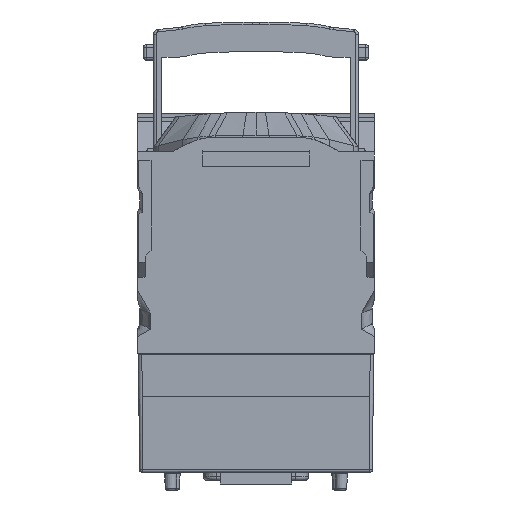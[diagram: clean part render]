
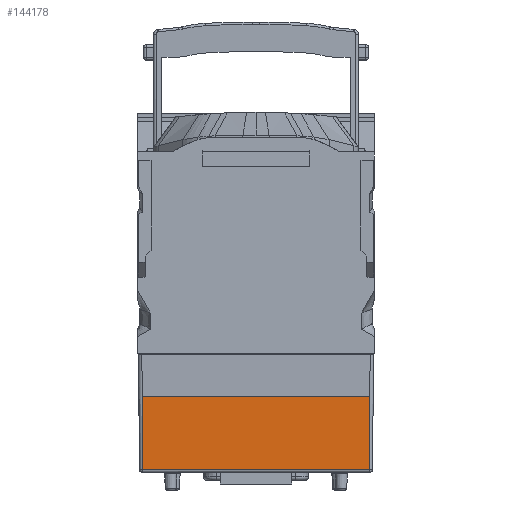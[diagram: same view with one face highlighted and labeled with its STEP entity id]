
A CAD part, left-side view. The second image highlights one B-rep face of the part: STEP entity #144178.
In plain terms, the highlighted free-form (B-spline) face has degree [5, 1] with [6, 2] control points.
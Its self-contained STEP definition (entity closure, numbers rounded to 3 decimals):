
#5146 = CARTESIAN_POINT ( 'NONE',  ( 1.946, 651.433, -138.019 ) ) ;
#17551 = ORIENTED_EDGE ( 'NONE', *, *, #177791, .T. ) ;
#23488 = CARTESIAN_POINT ( 'NONE',  ( 97.976, 651.676, -119.304 ) ) ;
#26833 = CARTESIAN_POINT ( 'NONE',  ( 97.976, 651.6, -125.554 ) ) ;
#33872 = DIRECTION ( 'NONE',  ( -1., 0., 0. ) ) ;
#34018 = VERTEX_POINT ( 'NONE', #23488 ) ;
#35880 = ORIENTED_EDGE ( 'NONE', *, *, #138100, .T. ) ;
#37172 = CARTESIAN_POINT ( 'NONE',  ( 1.946, 651.25, -150.215 ) ) ;
#40032 = B_SPLINE_CURVE_WITH_KNOTS ( 'NONE', 5,
 ( #139943, #92419, #180664, #66095, #64206, #181630 ),
 .UNSPECIFIED., .F., .F.,
 ( 6, 6 ),
 ( 0., 43.718 ),
 .UNSPECIFIED. ) ;
#41105 = ORIENTED_EDGE ( 'NONE', *, *, #75387, .F. ) ;
#46470 = CARTESIAN_POINT ( 'NONE',  ( 97.976, 651.676, -119.304 ) ) ;
#49787 = FACE_OUTER_BOUND ( 'NONE', #74117, .T. ) ;
#51682 = CARTESIAN_POINT ( 'NONE',  ( 97.976, 651.6, -125.554 ) ) ;
#64206 = CARTESIAN_POINT ( 'NONE',  ( 1.946, 651.601, -125.503 ) ) ;
#64347 = CARTESIAN_POINT ( 'NONE',  ( 1.946, 651.676, -119.304 ) ) ;
#66095 = CARTESIAN_POINT ( 'NONE',  ( 1.946, 651.52, -131.702 ) ) ;
#66233 = CARTESIAN_POINT ( 'NONE',  ( 97.976, 651.343, -144.167 ) ) ;
#68445 = VERTEX_POINT ( 'NONE', #181020 ) ;
#68549 = CARTESIAN_POINT ( 'NONE',  ( 97.976, 651.676, -119.304 ) ) ;
#69246 = VECTOR ( 'NONE', #130523, 1000. ) ;
#70475 = CARTESIAN_POINT ( 'NONE',  ( 97.976, 651.25, -150.215 ) ) ;
#74117 = EDGE_LOOP ( 'NONE', ( #91338, #41105, #35880, #17551 ) ) ;
#75387 = EDGE_CURVE ( 'NONE', #34018, #82917, #179420, .T. ) ;
#77004 = CARTESIAN_POINT ( 'NONE',  ( 97.976, 651.25, -150.215 ) ) ;
#77910 = CARTESIAN_POINT ( 'NONE',  ( 97.976, 651.433, -138.019 ) ) ;
#82917 = VERTEX_POINT ( 'NONE', #178112 ) ;
#91338 = ORIENTED_EDGE ( 'NONE', *, *, #154833, .T. ) ;
#92419 = CARTESIAN_POINT ( 'NONE',  ( 1.946, 651.345, -144.068 ) ) ;
#109006 = CARTESIAN_POINT ( 'NONE',  ( 1.946, 651.343, -144.167 ) ) ;
#112661 = VECTOR ( 'NONE', #33872, 1000. ) ;
#113218 = CARTESIAN_POINT ( 'NONE',  ( 97.976, 651.343, -144.167 ) ) ;
#125385 = CARTESIAN_POINT ( 'NONE',  ( 97.976, 651.519, -131.803 ) ) ;
#127701 = CARTESIAN_POINT ( 'NONE',  ( 97.976, 651.433, -138.019 ) ) ;
#130523 = DIRECTION ( 'NONE',  ( -1., 0., 0. ) ) ;
#138100 = EDGE_CURVE ( 'NONE', #34018, #184039, #160820, .T. ) ;
#139134 = CARTESIAN_POINT ( 'NONE',  ( 1.946, 651.519, -131.803 ) ) ;
#139943 = CARTESIAN_POINT ( 'NONE',  ( 1.946, 651.25, -150.215 ) ) ;
#144178 = ADVANCED_FACE ( 'NONE', ( #49787 ), #159384, .F. ) ;
#145254 = CARTESIAN_POINT ( 'NONE',  ( 97.976, 651.519, -131.803 ) ) ;
#150785 = CARTESIAN_POINT ( 'NONE',  ( 97.976, 651.676, -119.304 ) ) ;
#153617 = CARTESIAN_POINT ( 'NONE',  ( 1.946, 651.6, -125.554 ) ) ;
#154833 = EDGE_CURVE ( 'NONE', #68445, #82917, #40032, .T. ) ;
#158862 = CARTESIAN_POINT ( 'NONE',  ( 97.976, 651.25, -150.215 ) ) ;
#159384 = B_SPLINE_SURFACE_WITH_KNOTS ( 'NONE', 5, 1, ( 
 ( #77004, #37172 ),
 ( #66233, #109006 ),
 ( #77910, #5146 ),
 ( #125385, #139134 ),
 ( #51682, #153617 ),
 ( #150785, #64347 ) ),
 .UNSPECIFIED., .F., .F., .F.,
 ( 6, 6 ),
 ( 2, 2 ),
 ( 0., 30.914 ),
 ( 0., 1. ),
 .UNSPECIFIED. ) ;
#160820 = B_SPLINE_CURVE_WITH_KNOTS ( 'NONE', 5,
 ( #68549, #26833, #145254, #127701, #113218, #70475 ),
 .UNSPECIFIED., .F., .F.,
 ( 6, 6 ),
 ( 0., 1. ),
 .UNSPECIFIED. ) ;
#161507 = LINE ( 'NONE', #176148, #69246 ) ;
#176148 = CARTESIAN_POINT ( 'NONE',  ( 97.976, 651.25, -150.215 ) ) ;
#177791 = EDGE_CURVE ( 'NONE', #184039, #68445, #161507, .T. ) ;
#178112 = CARTESIAN_POINT ( 'NONE',  ( 1.946, 651.676, -119.304 ) ) ;
#179420 = LINE ( 'NONE', #46470, #112661 ) ;
#180664 = CARTESIAN_POINT ( 'NONE',  ( 1.946, 651.435, -137.893 ) ) ;
#181020 = CARTESIAN_POINT ( 'NONE',  ( 1.946, 651.25, -150.215 ) ) ;
#181630 = CARTESIAN_POINT ( 'NONE',  ( 1.946, 651.676, -119.304 ) ) ;
#184039 = VERTEX_POINT ( 'NONE', #158862 ) ;
